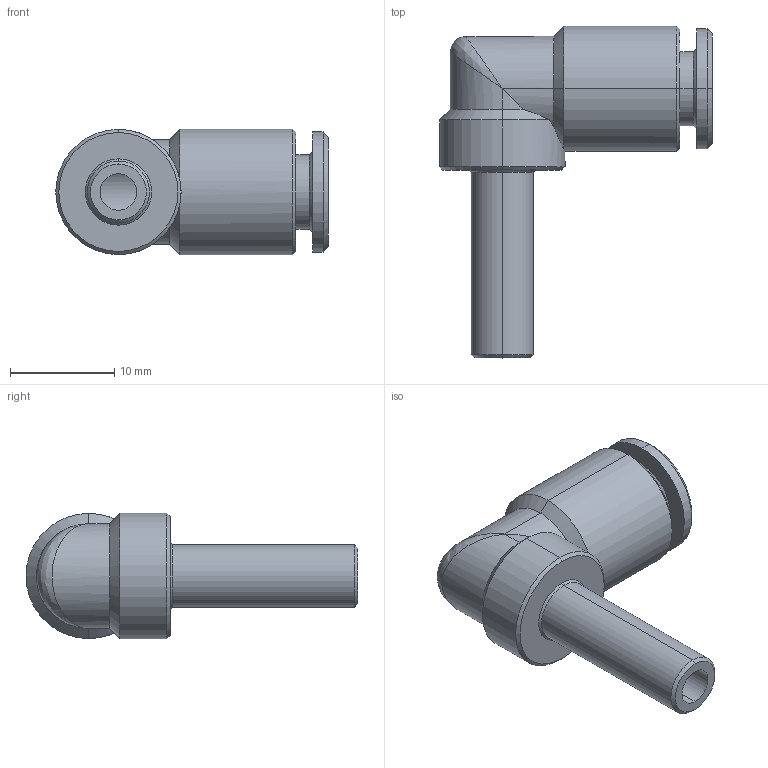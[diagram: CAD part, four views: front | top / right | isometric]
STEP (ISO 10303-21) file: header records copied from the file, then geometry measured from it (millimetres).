
FILE_DESCRIPTION (( 'STEP AP203' ), '1' );
FILE_NAME ('B0390030.STEP', '2011-04-29T13:15:51', ( 'Flavio' ), ( '' ), 'SwSTEP 2.0', 'SolidWorks 2009', '' );
FILE_SCHEMA (( 'CONFIG_CONTROL_DESIGN' ));
Length unit declared in the file: millimetre
Products named in the file (1): B0390030
Bounding box: 26.1 x 31.8 x 12 mm (x, y, z)
Volume: 2339.2 mm3; surface area: 2425.5 mm2
Topology: 1 solids, 1 shells, 67 faces, 152 edges, 87 vertices
Faces by surface type: cylinder 27, cone 22, plane 16, bspline 2
Entity records: 2702 total; most frequent: CARTESIAN_POINT 1137, DIRECTION 333, ORIENTED_EDGE 296, EDGE_CURVE 148, AXIS2_PLACEMENT_3D 133, VERTEX_POINT 87, EDGE_LOOP 73, ADVANCED_FACE 67
